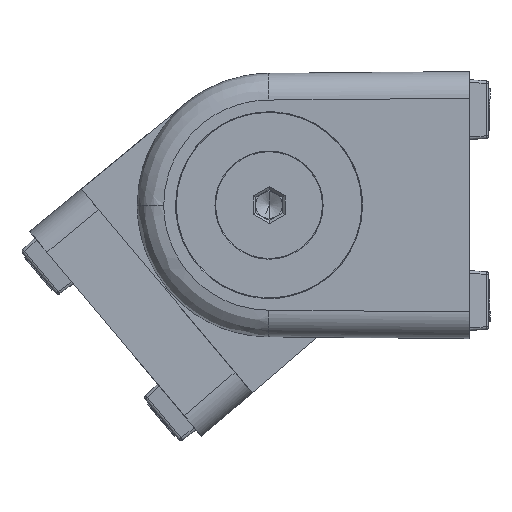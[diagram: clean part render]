
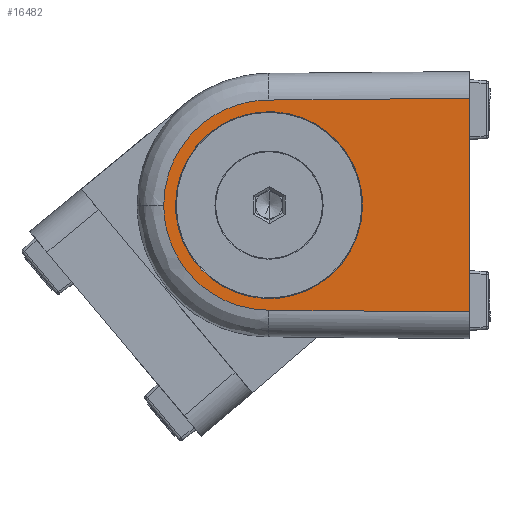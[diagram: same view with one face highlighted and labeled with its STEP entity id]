
A CAD part, left-side view. The second image highlights one B-rep face of the part: STEP entity #16482.
In plain terms, the highlighted planar face has unit normal (-1, 0.009, 0).
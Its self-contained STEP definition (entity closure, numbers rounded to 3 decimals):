
#539 = VERTEX_POINT ( 'NONE', #13922 ) ;
#1353 = FACE_BOUND ( 'NONE', #14883, .T. ) ;
#1359 = CARTESIAN_POINT ( 'NONE',  ( -9.869, 15.009, 7.869 ) ) ;
#1370 = CARTESIAN_POINT ( 'NONE',  ( -9.86, 16.022, -7.87 ) ) ;
#1459 = CARTESIAN_POINT ( 'NONE',  ( -9.809, 21.88, -3.987 ) ) ;
#1499 = CARTESIAN_POINT ( 'NONE',  ( -9.93, 8., 0. ) ) ;
#1570 = DIRECTION ( 'NONE',  ( -0.009, -1., 0. ) ) ;
#2396 = VERTEX_POINT ( 'NONE', #1499 ) ;
#2851 = ORIENTED_EDGE ( 'NONE', *, *, #19707, .F. ) ;
#3216 = ORIENTED_EDGE ( 'NONE', *, *, #16739, .F. ) ;
#3226 = CARTESIAN_POINT ( 'NONE',  ( -9.8, 22.887, 0. ) ) ;
#3254 = VECTOR ( 'NONE', #12213, 1000. ) ;
#3391 = CARTESIAN_POINT ( 'NONE',  ( -9.8, 22.887, -1.037 ) ) ;
#3641 = DIRECTION ( 'NONE',  ( 0., 0., 1. ) ) ;
#3834 = CARTESIAN_POINT ( 'NONE',  ( -9.808, 22., 14. ) ) ;
#5237 = VERTEX_POINT ( 'NONE', #6594 ) ;
#5330 = CARTESIAN_POINT ( 'NONE',  ( -9.808, 22., 0. ) ) ;
#5602 = EDGE_CURVE ( 'NONE', #539, #10134, #8852, .T. ) ;
#5754 = B_SPLINE_CURVE_WITH_KNOTS ( 'NONE', 3,
 ( #3226, #12863, #7062, #20804, #9060, #22815, #11042, #24791, #13028, #1359 ),
 .UNSPECIFIED., .F., .F.,
 ( 4, 2, 2, 2, 4 ),
 ( 0., 0.251, 0.503, 0.754, 1. ),
 .UNSPECIFIED. ) ;
#5844 = LINE ( 'NONE', #22077, #20859 ) ;
#5865 = EDGE_CURVE ( 'NONE', #11016, #13872, #15751, .T. ) ;
#6272 = CARTESIAN_POINT ( 'NONE',  ( -9.999, 0.157, -7.999 ) ) ;
#6347 =( BOUNDED_CURVE ( )  B_SPLINE_CURVE ( 3, ( #13484, #3834, #9699, #23440 ),
 .UNSPECIFIED., .F., .F. ) 
 B_SPLINE_CURVE_WITH_KNOTS ( ( 4, 4 ),
 ( 3.142, 6.283 ),
 .UNSPECIFIED. ) 
 CURVE ( )  GEOMETRIC_REPRESENTATION_ITEM ( )  RATIONAL_B_SPLINE_CURVE ( ( 1., 0.333, 0.333, 1. ) ) 
 REPRESENTATION_ITEM ( '' )  );
#6594 = CARTESIAN_POINT ( 'NONE',  ( -9.869, 15.009, 7.869 ) ) ;
#7062 = CARTESIAN_POINT ( 'NONE',  ( -9.802, 22.679, 2.073 ) ) ;
#7574 = ORIENTED_EDGE ( 'NONE', *, *, #9126, .T. ) ;
#8210 = VECTOR ( 'NONE', #3641, 1000. ) ;
#8411 = ORIENTED_EDGE ( 'NONE', *, *, #5865, .F. ) ;
#8852 = LINE ( 'NONE', #17294, #8210 ) ;
#9060 = CARTESIAN_POINT ( 'NONE',  ( -9.814, 21.29, 4.864 ) ) ;
#9126 = EDGE_CURVE ( 'NONE', #2396, #9691, #14928, .T. ) ;
#9691 = VERTEX_POINT ( 'NONE', #22724 ) ;
#9699 = CARTESIAN_POINT ( 'NONE',  ( -9.93, 8., 14. ) ) ;
#10134 = VERTEX_POINT ( 'NONE', #18608 ) ;
#11016 = VERTEX_POINT ( 'NONE', #20854 ) ;
#11042 = CARTESIAN_POINT ( 'NONE',  ( -9.835, 18.933, 6.904 ) ) ;
#11085 = FACE_OUTER_BOUND ( 'NONE', #24922, .T. ) ;
#11146 = CARTESIAN_POINT ( 'NONE',  ( -9.835, 18.933, -6.904 ) ) ;
#11963 = EDGE_CURVE ( 'NONE', #9691, #2396, #6347, .T. ) ;
#12213 = DIRECTION ( 'NONE',  ( 0.009, 1., 0.009 ) ) ;
#12284 = DIRECTION ( 'NONE',  ( -0.009, -1., 0.009 ) ) ;
#12845 = AXIS2_PLACEMENT_3D ( 'NONE', #25007, #13228, #1570 ) ;
#12863 = CARTESIAN_POINT ( 'NONE',  ( -9.8, 22.887, 1.037 ) ) ;
#13028 = CARTESIAN_POINT ( 'NONE',  ( -9.86, 16.022, 7.87 ) ) ;
#13121 = CARTESIAN_POINT ( 'NONE',  ( -9.814, 21.29, -4.864 ) ) ;
#13228 = DIRECTION ( 'NONE',  ( -1., 0.009, 0. ) ) ;
#13484 = CARTESIAN_POINT ( 'NONE',  ( -9.808, 22., 0. ) ) ;
#13872 = VERTEX_POINT ( 'NONE', #14651 ) ;
#13922 = CARTESIAN_POINT ( 'NONE',  ( -10., 0., -8. ) ) ;
#14651 = CARTESIAN_POINT ( 'NONE',  ( -9.8, 22.887, 0. ) ) ;
#14883 = EDGE_LOOP ( 'NONE', ( #7574, #20234 ) ) ;
#14928 =( BOUNDED_CURVE ( )  B_SPLINE_CURVE ( 3, ( #18922, #20914, #17051, #5330 ),
 .UNSPECIFIED., .F., .T. ) 
 B_SPLINE_CURVE_WITH_KNOTS ( ( 4, 4 ),
 ( 0., 3.142 ),
 .UNSPECIFIED. ) 
 CURVE ( )  GEOMETRIC_REPRESENTATION_ITEM ( )  RATIONAL_B_SPLINE_CURVE ( ( 1., 0.333, 0.333, 1. ) ) 
 REPRESENTATION_ITEM ( '' )  );
#15083 = CARTESIAN_POINT ( 'NONE',  ( -9.802, 22.679, -2.073 ) ) ;
#15271 = ORIENTED_EDGE ( 'NONE', *, *, #5602, .T. ) ;
#15751 =( BOUNDED_CURVE ( )  B_SPLINE_CURVE ( 3, ( #22914, #1370, #18910, #11146, #24890, #13121, #1459, #15083, #3391, #17038 ),
 .UNSPECIFIED., .F., .T. ) 
 B_SPLINE_CURVE_WITH_KNOTS ( ( 4, 2, 2, 2, 4 ),
 ( 0., 0.246, 0.497, 0.749, 1. ),
 .UNSPECIFIED. ) 
 CURVE ( )  GEOMETRIC_REPRESENTATION_ITEM ( )  RATIONAL_B_SPLINE_CURVE ( ( 1., 1., 1., 1., 1., 1., 1., 1., 1., 1. ) ) 
 REPRESENTATION_ITEM ( '' )  );
#16482 = ADVANCED_FACE ( 'NONE', ( #1353, #11085 ), #17068, .T. ) ;
#16739 = EDGE_CURVE ( 'NONE', #5237, #10134, #5844, .T. ) ;
#17038 = CARTESIAN_POINT ( 'NONE',  ( -9.8, 22.887, 0. ) ) ;
#17051 = CARTESIAN_POINT ( 'NONE',  ( -9.808, 22., -14. ) ) ;
#17068 = PLANE ( 'NONE',  #12845 ) ;
#17294 = CARTESIAN_POINT ( 'NONE',  ( -10., 0., 10. ) ) ;
#18608 = CARTESIAN_POINT ( 'NONE',  ( -10., 0., 8. ) ) ;
#18910 = CARTESIAN_POINT ( 'NONE',  ( -9.851, 17.033, -7.674 ) ) ;
#18922 = CARTESIAN_POINT ( 'NONE',  ( -9.93, 8., 0. ) ) ;
#19707 = EDGE_CURVE ( 'NONE', #13872, #5237, #5754, .T. ) ;
#20234 = ORIENTED_EDGE ( 'NONE', *, *, #11963, .T. ) ;
#20804 = CARTESIAN_POINT ( 'NONE',  ( -9.809, 21.88, 3.987 ) ) ;
#20854 = CARTESIAN_POINT ( 'NONE',  ( -9.869, 15.009, -7.869 ) ) ;
#20859 = VECTOR ( 'NONE', #12284, 1000. ) ;
#20914 = CARTESIAN_POINT ( 'NONE',  ( -9.93, 8., -14. ) ) ;
#21107 = EDGE_CURVE ( 'NONE', #539, #11016, #24078, .T. ) ;
#22077 = CARTESIAN_POINT ( 'NONE',  ( -10., -0.017, 8. ) ) ;
#22724 = CARTESIAN_POINT ( 'NONE',  ( -9.808, 22., 0. ) ) ;
#22815 = CARTESIAN_POINT ( 'NONE',  ( -9.827, 19.815, 6.323 ) ) ;
#22914 = CARTESIAN_POINT ( 'NONE',  ( -9.869, 15.009, -7.869 ) ) ;
#23440 = CARTESIAN_POINT ( 'NONE',  ( -9.93, 8., 0. ) ) ;
#24078 = LINE ( 'NONE', #6272, #3254 ) ;
#24791 = CARTESIAN_POINT ( 'NONE',  ( -9.851, 17.033, 7.674 ) ) ;
#24890 = CARTESIAN_POINT ( 'NONE',  ( -9.827, 19.815, -6.323 ) ) ;
#24922 = EDGE_LOOP ( 'NONE', ( #8411, #25262, #15271, #3216, #2851 ) ) ;
#25007 = CARTESIAN_POINT ( 'NONE',  ( -10., 0., 10. ) ) ;
#25262 = ORIENTED_EDGE ( 'NONE', *, *, #21107, .F. ) ;
